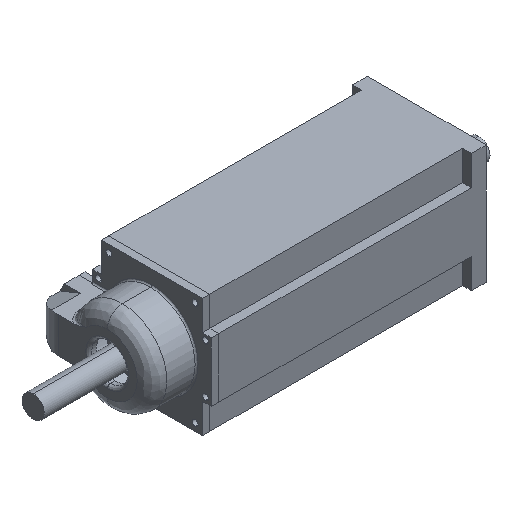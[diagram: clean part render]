
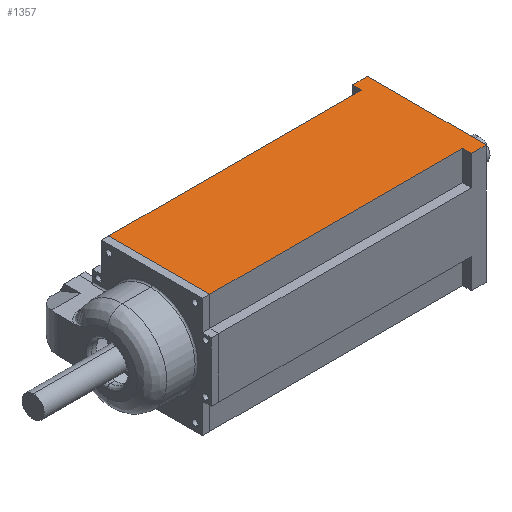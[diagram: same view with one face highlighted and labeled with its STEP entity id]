
A CAD part, isometric view. The second image highlights one B-rep face of the part: STEP entity #1357.
In plain terms, the highlighted free-form (B-spline) face has degree [1, 1] with [2, 2] control points.
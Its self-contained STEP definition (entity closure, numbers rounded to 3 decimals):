
#1335 = VERTEX_POINT('',#1336);
#1336 = CARTESIAN_POINT('',(0.,-55.284,55.284));
#1341 = EDGE_CURVE('',#1342,#1335,#1344,.T.);
#1342 = VERTEX_POINT('',#1343);
#1343 = CARTESIAN_POINT('',(-13.821,-55.284,
    55.284));
#1344 = B_SPLINE_CURVE_WITH_KNOTS('',1,(#1345,#1346),.UNSPECIFIED.,.F.,
  .F.,(2,2),(170.,180.),.PIECEWISE_BEZIER_KNOTS.);
#1345 = CARTESIAN_POINT('',(-13.821,-55.284,
    55.284));
#1346 = CARTESIAN_POINT('',(0.,-55.284,55.284));
#1357 = ADVANCED_FACE('',(#1358),#1408,.T.);
#1358 = FACE_BOUND('',#1359,.T.);
#1359 = EDGE_LOOP('',(#1360,#1369,#1374,#1375,#1382,#1389,#1396,#1403));
#1360 = ORIENTED_EDGE('',*,*,#1361,.F.);
#1361 = EDGE_CURVE('',#1362,#1364,#1366,.T.);
#1362 = VERTEX_POINT('',#1363);
#1363 = CARTESIAN_POINT('',(-13.821,-46.991,
    55.284));
#1364 = VERTEX_POINT('',#1365);
#1365 = CARTESIAN_POINT('',(-248.776,-46.991,
    55.284));
#1366 = B_SPLINE_CURVE_WITH_KNOTS('',1,(#1367,#1368),.UNSPECIFIED.,.F.,
  .F.,(2,2),(-0.,170.),.PIECEWISE_BEZIER_KNOTS.);
#1367 = CARTESIAN_POINT('',(-13.821,-46.991,
    55.284));
#1368 = CARTESIAN_POINT('',(-248.776,-46.991,
    55.284));
#1369 = ORIENTED_EDGE('',*,*,#1370,.F.);
#1370 = EDGE_CURVE('',#1342,#1362,#1371,.T.);
#1371 = B_SPLINE_CURVE_WITH_KNOTS('',1,(#1372,#1373),.UNSPECIFIED.,.F.,
  .F.,(2,2),(0.,6.),.PIECEWISE_BEZIER_KNOTS.);
#1372 = CARTESIAN_POINT('',(-13.821,-55.284,
    55.284));
#1373 = CARTESIAN_POINT('',(-13.821,-46.991,
    55.284));
#1374 = ORIENTED_EDGE('',*,*,#1341,.T.);
#1375 = ORIENTED_EDGE('',*,*,#1376,.F.);
#1376 = EDGE_CURVE('',#1377,#1335,#1379,.T.);
#1377 = VERTEX_POINT('',#1378);
#1378 = CARTESIAN_POINT('',(0.,55.284,55.284));
#1379 = B_SPLINE_CURVE_WITH_KNOTS('',1,(#1380,#1381),.UNSPECIFIED.,.F.,
  .F.,(2,2),(0.,80.),.PIECEWISE_BEZIER_KNOTS.);
#1380 = CARTESIAN_POINT('',(0.,55.284,55.284));
#1381 = CARTESIAN_POINT('',(0.,-55.284,55.284));
#1382 = ORIENTED_EDGE('',*,*,#1383,.F.);
#1383 = EDGE_CURVE('',#1384,#1377,#1386,.T.);
#1384 = VERTEX_POINT('',#1385);
#1385 = CARTESIAN_POINT('',(-13.821,55.284,
    55.284));
#1386 = B_SPLINE_CURVE_WITH_KNOTS('',1,(#1387,#1388),.UNSPECIFIED.,.F.,
  .F.,(2,2),(170.,180.),.PIECEWISE_BEZIER_KNOTS.);
#1387 = CARTESIAN_POINT('',(-13.821,55.284,
    55.284));
#1388 = CARTESIAN_POINT('',(0.,55.284,55.284));
#1389 = ORIENTED_EDGE('',*,*,#1390,.F.);
#1390 = EDGE_CURVE('',#1391,#1384,#1393,.T.);
#1391 = VERTEX_POINT('',#1392);
#1392 = CARTESIAN_POINT('',(-13.821,46.991,
    55.284));
#1393 = B_SPLINE_CURVE_WITH_KNOTS('',1,(#1394,#1395),.UNSPECIFIED.,.F.,
  .F.,(2,2),(-6.,0.),.PIECEWISE_BEZIER_KNOTS.);
#1394 = CARTESIAN_POINT('',(-13.821,46.991,
    55.284));
#1395 = CARTESIAN_POINT('',(-13.821,55.284,
    55.284));
#1396 = ORIENTED_EDGE('',*,*,#1397,.T.);
#1397 = EDGE_CURVE('',#1391,#1398,#1400,.T.);
#1398 = VERTEX_POINT('',#1399);
#1399 = CARTESIAN_POINT('',(-248.776,46.991,
    55.284));
#1400 = B_SPLINE_CURVE_WITH_KNOTS('',1,(#1401,#1402),.UNSPECIFIED.,.F.,
  .F.,(2,2),(-0.,170.),.PIECEWISE_BEZIER_KNOTS.);
#1401 = CARTESIAN_POINT('',(-13.821,46.991,
    55.284));
#1402 = CARTESIAN_POINT('',(-248.776,46.991,
    55.284));
#1403 = ORIENTED_EDGE('',*,*,#1404,.T.);
#1404 = EDGE_CURVE('',#1398,#1364,#1405,.T.);
#1405 = B_SPLINE_CURVE_WITH_KNOTS('',1,(#1406,#1407),.UNSPECIFIED.,.F.,
  .F.,(2,2),(6.,74.),.PIECEWISE_BEZIER_KNOTS.);
#1406 = CARTESIAN_POINT('',(-248.776,46.991,
    55.284));
#1407 = CARTESIAN_POINT('',(-248.776,-46.991,
    55.284));
#1408 = B_SPLINE_SURFACE_WITH_KNOTS('',1,1,(
    (#1409,#1410)
    ,(#1411,#1412
    )),.UNSPECIFIED.,.F.,.F.,.F.,(2,2),(2,2),(0.,80.),(0.,180.),
  .PIECEWISE_BEZIER_KNOTS.);
#1409 = CARTESIAN_POINT('',(-248.776,55.284,
    55.284));
#1410 = CARTESIAN_POINT('',(0.,55.284,55.284));
#1411 = CARTESIAN_POINT('',(-248.776,-55.284,
    55.284));
#1412 = CARTESIAN_POINT('',(0.,-55.284,55.284));
